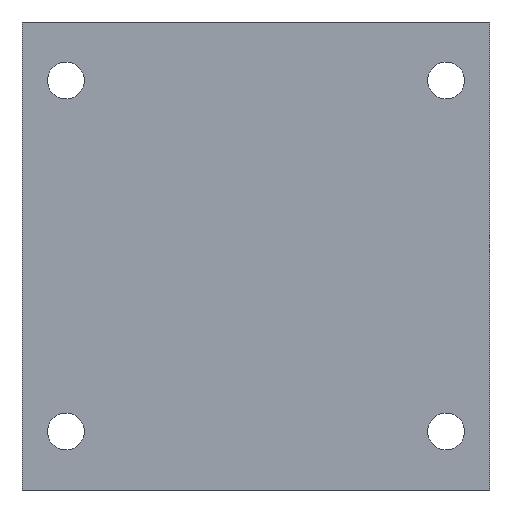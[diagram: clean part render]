
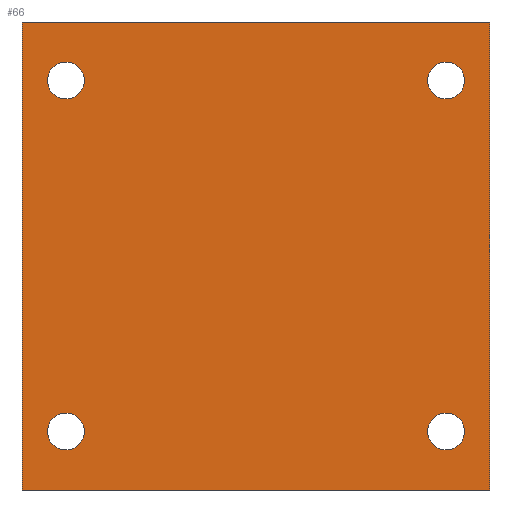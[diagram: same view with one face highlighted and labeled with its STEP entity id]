
A CAD part, front view. The second image highlights one B-rep face of the part: STEP entity #66.
In plain terms, the highlighted planar face has unit normal (0, -1, 0).
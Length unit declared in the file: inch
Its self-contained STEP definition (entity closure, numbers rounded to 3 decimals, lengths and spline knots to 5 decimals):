
#4 = VERTEX_POINT ( 'NONE', #202 ) ;
#14 = CARTESIAN_POINT ( 'NONE',  ( -0.8125, -0.2125, -0.67126 ) ) ;
#15 = AXIS2_PLACEMENT_3D ( 'NONE', #374, #423, #161 ) ;
#21 = AXIS2_PLACEMENT_3D ( 'NONE', #242, #614, #552 ) ;
#26 = DIRECTION ( 'NONE',  ( 0., 0., -1. ) ) ;
#29 = CIRCLE ( 'NONE', #403, 0.07874 ) ;
#40 = VERTEX_POINT ( 'NONE', #212 ) ;
#48 = EDGE_CURVE ( 'NONE', #90, #518, #531, .T. ) ;
#53 = FACE_BOUND ( 'NONE', #572, .T. ) ;
#57 = DIRECTION ( 'NONE',  ( 0., -1., 0. ) ) ;
#60 = VECTOR ( 'NONE', #649, 39.37008 ) ;
#64 = DIRECTION ( 'NONE',  ( 0., -1., 0. ) ) ;
#66 = ADVANCED_FACE ( 'NONE', ( #550, #490, #111, #232, #53 ), #221, .T. ) ;
#83 = ORIENTED_EDGE ( 'NONE', *, *, #387, .F. ) ;
#90 = VERTEX_POINT ( 'NONE', #659 ) ;
#97 = DIRECTION ( 'NONE',  ( 0., 0., 1. ) ) ;
#102 = DIRECTION ( 'NONE',  ( 0., -1., 0. ) ) ;
#107 = ORIENTED_EDGE ( 'NONE', *, *, #229, .F. ) ;
#111 = FACE_OUTER_BOUND ( 'NONE', #315, .T. ) ;
#112 = EDGE_LOOP ( 'NONE', ( #480, #130 ) ) ;
#119 = VECTOR ( 'NONE', #97, 39.37008 ) ;
#130 = ORIENTED_EDGE ( 'NONE', *, *, #529, .F. ) ;
#148 = AXIS2_PLACEMENT_3D ( 'NONE', #402, #299, #520 ) ;
#153 = CARTESIAN_POINT ( 'NONE',  ( 1., -0.2125, -1. ) ) ;
#155 = DIRECTION ( 'NONE',  ( 0., -1., 0. ) ) ;
#158 = DIRECTION ( 'NONE',  ( 0., -1., 0. ) ) ;
#161 = DIRECTION ( 'NONE',  ( 0., 0., -1. ) ) ;
#184 = AXIS2_PLACEMENT_3D ( 'NONE', #245, #515, #26 ) ;
#202 = CARTESIAN_POINT ( 'NONE',  ( 0.8125, -0.2125, 0.67126 ) ) ;
#210 = EDGE_CURVE ( 'NONE', #277, #233, #29, .T. ) ;
#212 = CARTESIAN_POINT ( 'NONE',  ( -1., -0.2125, -1. ) ) ;
#214 = CIRCLE ( 'NONE', #416, 0.07874 ) ;
#215 = CARTESIAN_POINT ( 'NONE',  ( 1., -0.2125, -1. ) ) ;
#217 = ORIENTED_EDGE ( 'NONE', *, *, #328, .T. ) ;
#220 = EDGE_CURVE ( 'NONE', #553, #90, #592, .T. ) ;
#221 = PLANE ( 'NONE',  #519 ) ;
#229 = EDGE_CURVE ( 'NONE', #513, #644, #521, .T. ) ;
#231 = CARTESIAN_POINT ( 'NONE',  ( 0.8125, -0.2125, 0.75 ) ) ;
#232 = FACE_BOUND ( 'NONE', #397, .T. ) ;
#233 = VERTEX_POINT ( 'NONE', #701 ) ;
#242 = CARTESIAN_POINT ( 'NONE',  ( -0.8125, -0.2125, 0.75 ) ) ;
#245 = CARTESIAN_POINT ( 'NONE',  ( 0.8125, -0.2125, -0.75 ) ) ;
#251 = ORIENTED_EDGE ( 'NONE', *, *, #548, .F. ) ;
#261 = EDGE_CURVE ( 'NONE', #463, #359, #589, .T. ) ;
#271 = CARTESIAN_POINT ( 'NONE',  ( -0.8125, -0.2125, -0.75 ) ) ;
#276 = DIRECTION ( 'NONE',  ( 0., 0., -1. ) ) ;
#277 = VERTEX_POINT ( 'NONE', #14 ) ;
#279 = EDGE_CURVE ( 'NONE', #539, #4, #214, .T. ) ;
#280 = ORIENTED_EDGE ( 'NONE', *, *, #220, .T. ) ;
#281 = DIRECTION ( 'NONE',  ( 1., 0., 0. ) ) ;
#299 = DIRECTION ( 'NONE',  ( 0., -1., 0. ) ) ;
#312 = EDGE_CURVE ( 'NONE', #518, #40, #607, .T. ) ;
#315 = EDGE_LOOP ( 'NONE', ( #425, #217, #280, #350 ) ) ;
#321 = CARTESIAN_POINT ( 'NONE',  ( 0.8125, -0.2125, -0.75 ) ) ;
#325 = DIRECTION ( 'NONE',  ( 0., 0., -1. ) ) ;
#328 = EDGE_CURVE ( 'NONE', #40, #553, #662, .T. ) ;
#335 = CARTESIAN_POINT ( 'NONE',  ( 0., -0.2125, 0. ) ) ;
#350 = ORIENTED_EDGE ( 'NONE', *, *, #48, .T. ) ;
#359 = VERTEX_POINT ( 'NONE', #458 ) ;
#366 = CARTESIAN_POINT ( 'NONE',  ( -0.8125, -0.2125, -0.75 ) ) ;
#373 = ORIENTED_EDGE ( 'NONE', *, *, #279, .F. ) ;
#374 = CARTESIAN_POINT ( 'NONE',  ( 0.8125, -0.2125, 0.75 ) ) ;
#387 = EDGE_CURVE ( 'NONE', #359, #463, #462, .T. ) ;
#391 = CIRCLE ( 'NONE', #400, 0.07874 ) ;
#394 = CARTESIAN_POINT ( 'NONE',  ( -1., -0.2125, -1. ) ) ;
#397 = EDGE_LOOP ( 'NONE', ( #634, #107 ) ) ;
#400 = AXIS2_PLACEMENT_3D ( 'NONE', #366, #158, #587 ) ;
#402 = CARTESIAN_POINT ( 'NONE',  ( -0.8125, -0.2125, 0.75 ) ) ;
#403 = AXIS2_PLACEMENT_3D ( 'NONE', #271, #155, #639 ) ;
#416 = AXIS2_PLACEMENT_3D ( 'NONE', #231, #64, #506 ) ;
#423 = DIRECTION ( 'NONE',  ( 0., -1., 0. ) ) ;
#425 = ORIENTED_EDGE ( 'NONE', *, *, #312, .T. ) ;
#440 = CIRCLE ( 'NONE', #15, 0.07874 ) ;
#442 = CARTESIAN_POINT ( 'NONE',  ( 1., -0.2125, -1. ) ) ;
#458 = CARTESIAN_POINT ( 'NONE',  ( -0.8125, -0.2125, 0.82874 ) ) ;
#462 = CIRCLE ( 'NONE', #148, 0.07874 ) ;
#463 = VERTEX_POINT ( 'NONE', #582 ) ;
#471 = EDGE_CURVE ( 'NONE', #644, #513, #489, .T. ) ;
#480 = ORIENTED_EDGE ( 'NONE', *, *, #210, .F. ) ;
#489 = CIRCLE ( 'NONE', #184, 0.07874 ) ;
#490 = FACE_BOUND ( 'NONE', #112, .T. ) ;
#506 = DIRECTION ( 'NONE',  ( 0., 0., -1. ) ) ;
#513 = VERTEX_POINT ( 'NONE', #700 ) ;
#515 = DIRECTION ( 'NONE',  ( 0., -1., 0. ) ) ;
#518 = VERTEX_POINT ( 'NONE', #591 ) ;
#519 = AXIS2_PLACEMENT_3D ( 'NONE', #335, #57, #276 ) ;
#520 = DIRECTION ( 'NONE',  ( 0., 0., -1. ) ) ;
#521 = CIRCLE ( 'NONE', #636, 0.07874 ) ;
#524 = ORIENTED_EDGE ( 'NONE', *, *, #261, .F. ) ;
#527 = EDGE_LOOP ( 'NONE', ( #373, #251 ) ) ;
#529 = EDGE_CURVE ( 'NONE', #233, #277, #391, .T. ) ;
#531 = LINE ( 'NONE', #595, #60 ) ;
#539 = VERTEX_POINT ( 'NONE', #584 ) ;
#548 = EDGE_CURVE ( 'NONE', #4, #539, #440, .T. ) ;
#550 = FACE_BOUND ( 'NONE', #527, .T. ) ;
#552 = DIRECTION ( 'NONE',  ( 0., 0., -1. ) ) ;
#553 = VERTEX_POINT ( 'NONE', #153 ) ;
#563 = CARTESIAN_POINT ( 'NONE',  ( 0.8125, -0.2125, -0.67126 ) ) ;
#572 = EDGE_LOOP ( 'NONE', ( #83, #524 ) ) ;
#582 = CARTESIAN_POINT ( 'NONE',  ( -0.8125, -0.2125, 0.67126 ) ) ;
#584 = CARTESIAN_POINT ( 'NONE',  ( 0.8125, -0.2125, 0.82874 ) ) ;
#587 = DIRECTION ( 'NONE',  ( 0., 0., -1. ) ) ;
#589 = CIRCLE ( 'NONE', #21, 0.07874 ) ;
#591 = CARTESIAN_POINT ( 'NONE',  ( -1., -0.2125, 1. ) ) ;
#592 = LINE ( 'NONE', #215, #119 ) ;
#595 = CARTESIAN_POINT ( 'NONE',  ( 1., -0.2125, 1. ) ) ;
#604 = VECTOR ( 'NONE', #281, 39.37008 ) ;
#607 = LINE ( 'NONE', #394, #669 ) ;
#614 = DIRECTION ( 'NONE',  ( 0., -1., 0. ) ) ;
#634 = ORIENTED_EDGE ( 'NONE', *, *, #471, .F. ) ;
#636 = AXIS2_PLACEMENT_3D ( 'NONE', #321, #102, #325 ) ;
#639 = DIRECTION ( 'NONE',  ( 0., 0., -1. ) ) ;
#644 = VERTEX_POINT ( 'NONE', #563 ) ;
#649 = DIRECTION ( 'NONE',  ( -1., 0., 0. ) ) ;
#658 = DIRECTION ( 'NONE',  ( 0., 0., -1. ) ) ;
#659 = CARTESIAN_POINT ( 'NONE',  ( 1., -0.2125, 1. ) ) ;
#662 = LINE ( 'NONE', #442, #604 ) ;
#669 = VECTOR ( 'NONE', #658, 39.37008 ) ;
#700 = CARTESIAN_POINT ( 'NONE',  ( 0.8125, -0.2125, -0.82874 ) ) ;
#701 = CARTESIAN_POINT ( 'NONE',  ( -0.8125, -0.2125, -0.82874 ) ) ;
